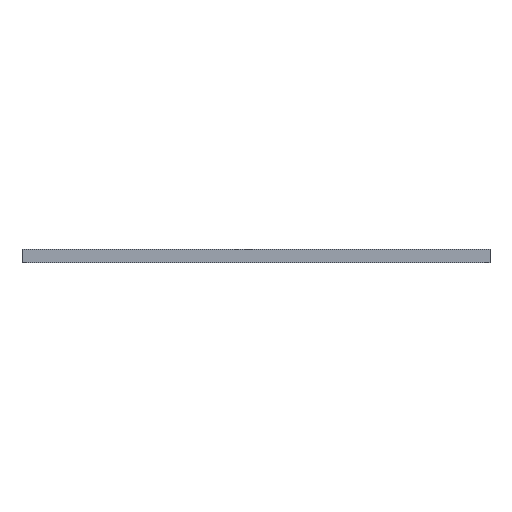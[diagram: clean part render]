
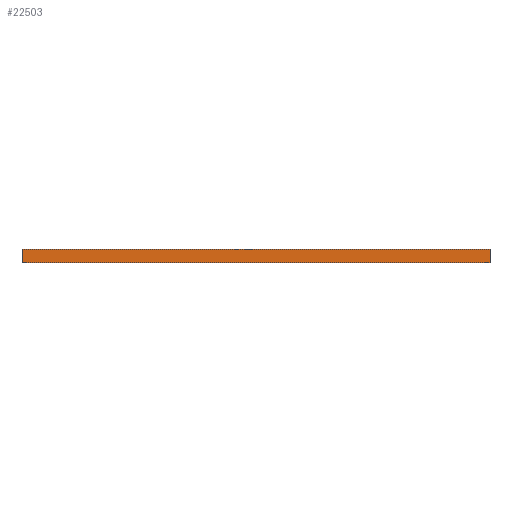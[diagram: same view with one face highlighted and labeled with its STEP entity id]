
A CAD part, front view. The second image highlights one B-rep face of the part: STEP entity #22503.
In plain terms, the highlighted planar face has unit normal (0, -1, 0).
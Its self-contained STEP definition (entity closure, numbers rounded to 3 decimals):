
#1379=PLANE('',#23004);
#2589=FACE_OUTER_BOUND('',#3886,.T.);
#3886=EDGE_LOOP('',(#21227,#21228,#21229,#21230));
#5655=LINE('',#27864,#7373);
#7151=LINE('',#48507,#8869);
#7156=LINE('',#48516,#8874);
#7157=LINE('',#48518,#8875);
#7373=VECTOR('',#23491,10.);
#8869=VECTOR('',#25685,10.);
#8874=VECTOR('',#25694,10.);
#8875=VECTOR('',#25697,10.);
#9172=VERTEX_POINT('',#27862);
#9173=VERTEX_POINT('',#27863);
#11122=VERTEX_POINT('',#48504);
#11125=VERTEX_POINT('',#48514);
#11538=EDGE_CURVE('',#9172,#9173,#5655,.T.);
#14494=EDGE_CURVE('',#11122,#9172,#7151,.T.);
#14499=EDGE_CURVE('',#11125,#9173,#7156,.T.);
#14500=EDGE_CURVE('',#11125,#11122,#7157,.T.);
#21227=ORIENTED_EDGE('',*,*,#14500,.F.);
#21228=ORIENTED_EDGE('',*,*,#14499,.T.);
#21229=ORIENTED_EDGE('',*,*,#11538,.F.);
#21230=ORIENTED_EDGE('',*,*,#14494,.F.);
#22503=ADVANCED_FACE('',(#2589),#1379,.T.);
#23004=AXIS2_PLACEMENT_3D('',#48517,#25695,#25696);
#23491=DIRECTION('',(1.,0.,0.));
#25685=DIRECTION('',(0.,0.,1.));
#25694=DIRECTION('',(0.,0.,1.));
#25695=DIRECTION('center_axis',(0.,-1.,0.));
#25696=DIRECTION('ref_axis',(1.,0.,0.));
#25697=DIRECTION('',(-1.,0.,0.));
#27862=CARTESIAN_POINT('',(-34.5,-45.,2.));
#27863=CARTESIAN_POINT('',(34.5,-45.,2.));
#27864=CARTESIAN_POINT('',(34.5,-45.,2.));
#48504=CARTESIAN_POINT('',(-34.5,-45.,0.));
#48507=CARTESIAN_POINT('',(-34.5,-45.,0.));
#48514=CARTESIAN_POINT('',(34.5,-45.,0.));
#48516=CARTESIAN_POINT('',(34.5,-45.,0.));
#48517=CARTESIAN_POINT('Origin',(-34.5,-45.,0.));
#48518=CARTESIAN_POINT('',(34.5,-45.,0.));
